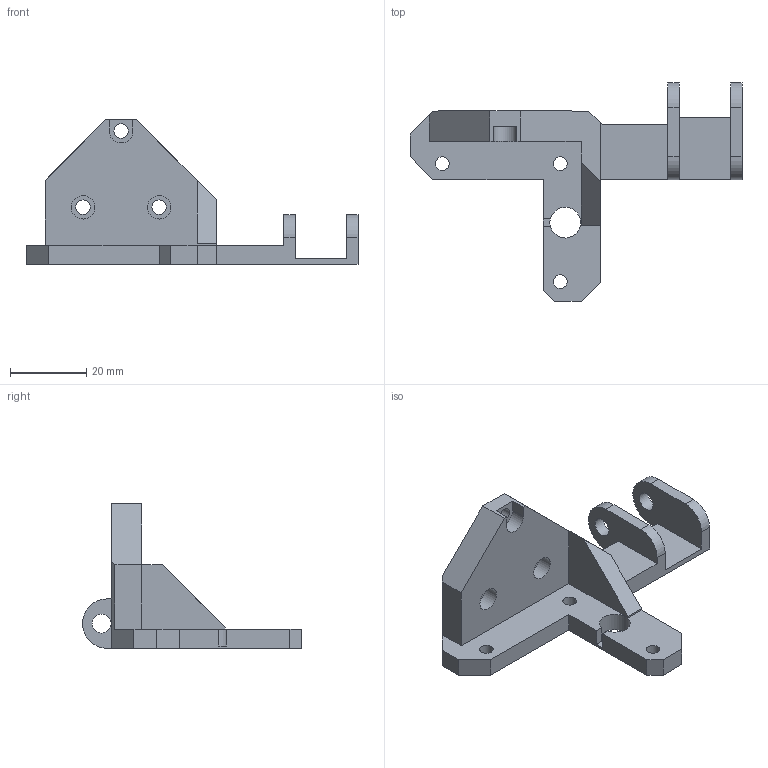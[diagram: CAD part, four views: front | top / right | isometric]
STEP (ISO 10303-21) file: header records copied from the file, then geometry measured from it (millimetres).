
FILE_DESCRIPTION(/* description */ (''),/* implementation_level */ '2;1');
FILE_NAME(/* name */ '15-EjeZ_soporte_inferior_izquierda_v3.stp',/* time_stamp */ '2015-06-03T20:23:52+02:00',/* author */ ('jnazabal'),/* organization */ (''),/* preprocessor_version */ 'ST-DEVELOPER v15.6',/* originating_system */ 'Autodesk Inventor 2015',/* authorisation */ '');
FILE_SCHEMA (('AUTOMOTIVE_DESIGN { 1 0 10303 214 3 1 1 }'));
Length unit declared in the file: millimetre
Products named in the file (1): EjeZ_soporte_inferior_izquierda
Bounding box: 87.25 x 57.5 x 38 mm (x, y, z)
Volume: 19135.3 mm3; surface area: 9618.9 mm2
Topology: 1 solids, 1 shells, 56 faces, 159 edges, 106 vertices
Faces by surface type: plane 40, cylinder 16
Full cylindrical faces by diameter (mm): 3.6 x3, 3.8 x3, 5 x2, 6.2 x2, 8.1 x1
Entity records: 1812 total; most frequent: CARTESIAN_POINT 309, ORIENTED_EDGE 294, DIRECTION 294, EDGE_CURVE 147, LINE 114, VECTOR 114, VERTEX_POINT 105, AXIS2_PLACEMENT_3D 90
